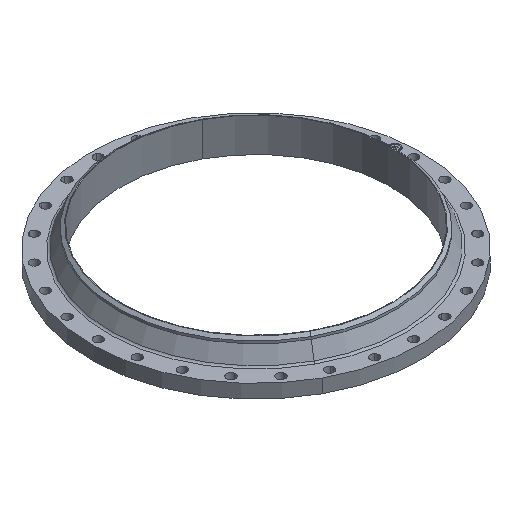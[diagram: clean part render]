
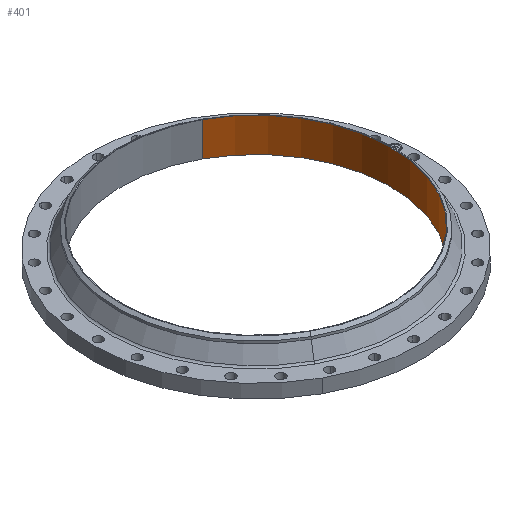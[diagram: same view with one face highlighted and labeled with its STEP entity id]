
A CAD part, isometric view. The second image highlights one B-rep face of the part: STEP entity #401.
In plain terms, the highlighted cylindrical face has radius 346.075 mm (diameter 692.15 mm), a partial arc.
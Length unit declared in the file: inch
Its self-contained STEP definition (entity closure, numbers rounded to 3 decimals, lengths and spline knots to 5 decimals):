
#363=AXIS2_PLACEMENT_3D('Circle Axis2P3D',#361,#362,$) ;
#374=AXIS2_PLACEMENT_3D('Cylinder Axis2P3D',#371,#372,#373) ;
#385=AXIS2_PLACEMENT_3D('Circle Axis2P3D',#383,#384,$) ;
#356=CARTESIAN_POINT('Vertex',(-6.53217,-11.95706,3.38)) ;
#358=CARTESIAN_POINT('Vertex',(6.53217,11.95706,3.38)) ;
#361=CARTESIAN_POINT('Axis2P3D Location',(0.,0.,3.38)) ;
#371=CARTESIAN_POINT('Axis2P3D Location',(0.,0.,1.70875)) ;
#376=CARTESIAN_POINT('Line Origine',(6.53217,11.95706,1.65875)) ;
#380=CARTESIAN_POINT('Vertex',(6.53217,11.95706,-0.0625)) ;
#383=CARTESIAN_POINT('Axis2P3D Location',(0.,0.,-0.0625)) ;
#387=CARTESIAN_POINT('Vertex',(-6.53217,-11.95706,-0.0625)) ;
#390=CARTESIAN_POINT('Line Origine',(-6.53217,-11.95706,1.65875)) ;
#362=DIRECTION('Axis2P3D Direction',(0.,-0.,-0.039)) ;
#372=DIRECTION('Axis2P3D Direction',(0.,0.,-0.039)) ;
#373=DIRECTION('Axis2P3D XDirection',(-0.019,-0.035,0.)) ;
#377=DIRECTION('Vector Direction',(0.,0.,-0.039)) ;
#384=DIRECTION('Axis2P3D Direction',(0.,0.,-0.039)) ;
#391=DIRECTION('Vector Direction',(0.,0.,-0.039)) ;
#378=VECTOR('Line Direction',#377,0.03937) ;
#392=VECTOR('Line Direction',#391,0.03937) ;
#396=ORIENTED_EDGE('',*,*,#382,.T.) ;
#397=ORIENTED_EDGE('',*,*,#389,.T.) ;
#398=ORIENTED_EDGE('',*,*,#394,.F.) ;
#399=ORIENTED_EDGE('',*,*,#365,.F.) ;
#401=ADVANCED_FACE('PartBody',(#400),#375,.F.) ;
#364=CIRCLE('generated circle',#363,13.625) ;
#386=CIRCLE('generated circle',#385,13.625) ;
#375=CYLINDRICAL_SURFACE('generated cylinder',#374,13.625) ;
#365=EDGE_CURVE('',#359,#357,#364,.T.) ;
#382=EDGE_CURVE('',#359,#381,#379,.T.) ;
#389=EDGE_CURVE('',#381,#388,#386,.T.) ;
#394=EDGE_CURVE('',#357,#388,#393,.T.) ;
#395=EDGE_LOOP('',(#396,#397,#398,#399)) ;
#400=FACE_OUTER_BOUND('',#395,.T.) ;
#379=LINE('Line',#376,#378) ;
#393=LINE('Line',#390,#392) ;
#357=VERTEX_POINT('',#356) ;
#359=VERTEX_POINT('',#358) ;
#381=VERTEX_POINT('',#380) ;
#388=VERTEX_POINT('',#387) ;
